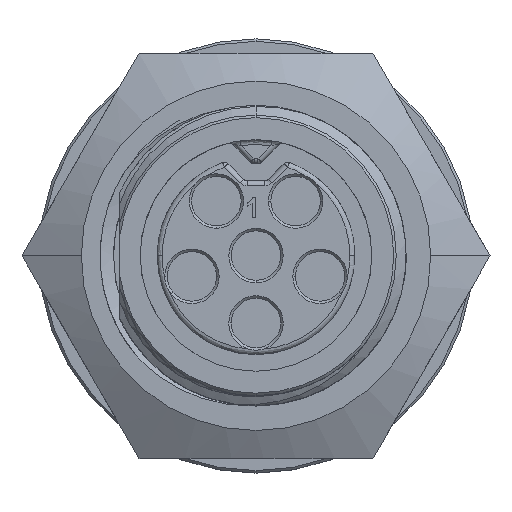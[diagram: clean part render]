
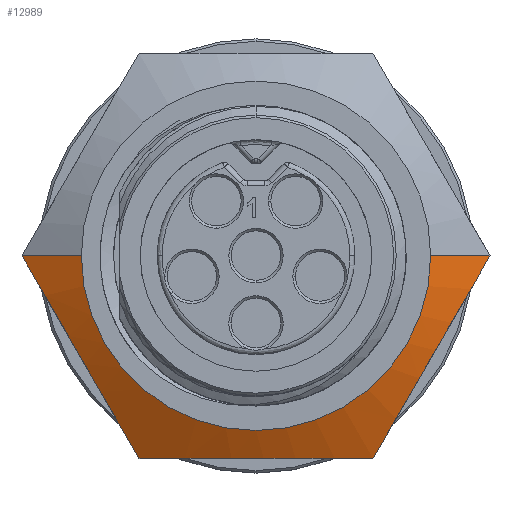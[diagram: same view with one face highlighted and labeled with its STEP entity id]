
A CAD part, top view. The second image highlights one B-rep face of the part: STEP entity #12989.
In plain terms, the highlighted conical face has half-angle 61.689 degrees and reference radius 11.926 mm.
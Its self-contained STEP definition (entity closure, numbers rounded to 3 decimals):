
#380 = CARTESIAN_POINT ( 'NONE',  ( 11.908, 0., 6.452 ) ) ;
#677 = B_SPLINE_CURVE_WITH_KNOTS ( 'NONE', 3,
 ( #21195, #7084, #11183, #25235, #13219, #951, #15231, #3028, #17234, #5116, #19253, #7179 ),
 .UNSPECIFIED., .F., .F.,
 ( 4, 2, 2, 2, 2, 4 ),
 ( 0., 0.003, 0.006, 0.008, 0.009, 0.012 ),
 .UNSPECIFIED. ) ;
#951 = CARTESIAN_POINT ( 'NONE',  ( 8.683, -5.586, 7.311 ) ) ;
#1150 = CARTESIAN_POINT ( 'NONE',  ( 4.979, -10.312, 6.714 ) ) ;
#1455 = CARTESIAN_POINT ( 'NONE',  ( -6.441, -9.468, 6.714 ) ) ;
#1770 = VERTEX_POINT ( 'NONE', #11858 ) ;
#2956 = DIRECTION ( 'NONE',  ( 0.88, 0., -0.474 ) ) ;
#3028 = CARTESIAN_POINT ( 'NONE',  ( 7.927, -6.894, 7.213 ) ) ;
#3130 = EDGE_CURVE ( 'NONE', #17738, #13142, #5005, .T. ) ;
#3224 = CARTESIAN_POINT ( 'NONE',  ( 3.998, -10.312, 6.93 ) ) ;
#3524 = CARTESIAN_POINT ( 'NONE',  ( -6.932, -8.619, 6.93 ) ) ;
#4268 = CARTESIAN_POINT ( 'NONE',  ( 0., 0., 6.442 ) ) ;
#4879 = VECTOR ( 'NONE', #2956, 1000. ) ;
#5005 = LINE ( 'NONE', #11116, #4879 ) ;
#5116 = CARTESIAN_POINT ( 'NONE',  ( 6.933, -8.616, 6.931 ) ) ;
#5311 = CARTESIAN_POINT ( 'NONE',  ( 1.019, -10.312, 7.311 ) ) ;
#5605 = CARTESIAN_POINT ( 'NONE',  ( -8.421, -6.039, 7.311 ) ) ;
#6045 = CONICAL_SURFACE ( 'NONE', #23989, 11.926, 1.077 ) ;
#6295 = FACE_OUTER_BOUND ( 'NONE', #21470, .T. ) ;
#6341 = AXIS2_PLACEMENT_3D ( 'NONE', #10877, #24923, #12907 ) ;
#7084 = CARTESIAN_POINT ( 'NONE',  ( 11.42, -0.844, 6.714 ) ) ;
#7179 = CARTESIAN_POINT ( 'NONE',  ( 5.954, -10.312, 6.452 ) ) ;
#7382 = CARTESIAN_POINT ( 'NONE',  ( -1.003, -10.312, 7.291 ) ) ;
#7666 = CARTESIAN_POINT ( 'NONE',  ( -9.432, -4.288, 7.291 ) ) ;
#8403 = EDGE_CURVE ( 'NONE', #25415, #23652, #19886, .T. ) ;
#9305 = VECTOR ( 'NONE', #21625, 1000. ) ;
#9442 = CARTESIAN_POINT ( 'NONE',  ( -2.506, -10.312, 7.155 ) ) ;
#9509 = LINE ( 'NONE', #25677, #9305 ) ;
#9727 = CARTESIAN_POINT ( 'NONE',  ( -10.184, -2.986, 7.155 ) ) ;
#9931 = CIRCLE ( 'NONE', #6341, 8.89 ) ;
#10461 = DIRECTION ( 'NONE',  ( 0., 0., -1. ) ) ;
#10877 = CARTESIAN_POINT ( 'NONE',  ( 0., 0., 8.077 ) ) ;
#11116 = CARTESIAN_POINT ( 'NONE',  ( 11.926, 0., 6.442 ) ) ;
#11183 = CARTESIAN_POINT ( 'NONE',  ( 10.93, -1.694, 6.93 ) ) ;
#11469 = CARTESIAN_POINT ( 'NONE',  ( -4.978, -10.312, 6.714 ) ) ;
#11502 = ORIENTED_EDGE ( 'NONE', *, *, #3130, .F. ) ;
#11739 = EDGE_CURVE ( 'NONE', #19104, #23652, #9509, .T. ) ;
#11752 = CARTESIAN_POINT ( 'NONE',  ( -11.42, -0.845, 6.714 ) ) ;
#11858 = CARTESIAN_POINT ( 'NONE',  ( 5.954, -10.312, 6.452 ) ) ;
#11941 = ORIENTED_EDGE ( 'NONE', *, *, #11739, .T. ) ;
#12907 = DIRECTION ( 'NONE',  ( -1., 0., 0. ) ) ;
#12989 = ADVANCED_FACE ( 'NONE', ( #6295 ), #6045, .T. ) ;
#13117 = ORIENTED_EDGE ( 'NONE', *, *, #25024, .T. ) ;
#13142 = VERTEX_POINT ( 'NONE', #380 ) ;
#13219 = CARTESIAN_POINT ( 'NONE',  ( 9.44, -4.274, 7.311 ) ) ;
#13521 = CARTESIAN_POINT ( 'NONE',  ( -5.954, -10.312, 6.452 ) ) ;
#14345 = CARTESIAN_POINT ( 'NONE',  ( 8.89, 0., 8.077 ) ) ;
#14411 = DIRECTION ( 'NONE',  ( -1., 0., 0. ) ) ;
#15231 = CARTESIAN_POINT ( 'NONE',  ( 8.429, -6.025, 7.291 ) ) ;
#15522 = CARTESIAN_POINT ( 'NONE',  ( -11.908, 0., 6.452 ) ) ;
#15705 = CARTESIAN_POINT ( 'NONE',  ( -5.954, -10.312, 6.452 ) ) ;
#16225 = ORIENTED_EDGE ( 'NONE', *, *, #8403, .F. ) ;
#16750 = EDGE_CURVE ( 'NONE', #13142, #1770, #677, .T. ) ;
#17234 = CARTESIAN_POINT ( 'NONE',  ( 7.678, -7.326, 7.155 ) ) ;
#17424 = CARTESIAN_POINT ( 'NONE',  ( 2.018, -10.312, 7.229 ) ) ;
#17607 = CARTESIAN_POINT ( 'NONE',  ( -8.89, 0., 8.077 ) ) ;
#17713 = CARTESIAN_POINT ( 'NONE',  ( -7.922, -6.904, 7.229 ) ) ;
#17738 = VERTEX_POINT ( 'NONE', #14345 ) ;
#18261 = ORIENTED_EDGE ( 'NONE', *, *, #24743, .F. ) ;
#19104 = VERTEX_POINT ( 'NONE', #17607 ) ;
#19253 = CARTESIAN_POINT ( 'NONE',  ( 6.442, -9.467, 6.714 ) ) ;
#19454 = CARTESIAN_POINT ( 'NONE',  ( -0.496, -10.312, 7.311 ) ) ;
#19594 = B_SPLINE_CURVE_WITH_KNOTS ( 'NONE', 3,
 ( #25428, #1150, #3224, #17424, #5311, #19454, #7382, #21463, #9442, #23479, #11469, #25511 ),
 .UNSPECIFIED., .F., .F.,
 ( 4, 2, 2, 2, 2, 4 ),
 ( 0., 0.003, 0.006, 0.008, 0.009, 0.012 ),
 .UNSPECIFIED. ) ;
#19748 = CARTESIAN_POINT ( 'NONE',  ( -9.179, -4.726, 7.311 ) ) ;
#19886 = B_SPLINE_CURVE_WITH_KNOTS ( 'NONE', 3,
 ( #15705, #1455, #3524, #17713, #5605, #19748, #7666, #21749, #9727, #23760, #11752, #25790 ),
 .UNSPECIFIED., .F., .F.,
 ( 4, 2, 2, 2, 2, 4 ),
 ( 0., 0.003, 0.006, 0.008, 0.009, 0.012 ),
 .UNSPECIFIED. ) ;
#20693 = ORIENTED_EDGE ( 'NONE', *, *, #16750, .F. ) ;
#21195 = CARTESIAN_POINT ( 'NONE',  ( 11.908, 0., 6.452 ) ) ;
#21463 = CARTESIAN_POINT ( 'NONE',  ( -2.007, -10.312, 7.213 ) ) ;
#21470 = EDGE_LOOP ( 'NONE', ( #11502, #13117, #11941, #16225, #18261, #20693 ) ) ;
#21625 = DIRECTION ( 'NONE',  ( -0.88, 0., -0.474 ) ) ;
#21749 = CARTESIAN_POINT ( 'NONE',  ( -9.934, -3.418, 7.213 ) ) ;
#23479 = CARTESIAN_POINT ( 'NONE',  ( -3.996, -10.312, 6.931 ) ) ;
#23652 = VERTEX_POINT ( 'NONE', #15522 ) ;
#23760 = CARTESIAN_POINT ( 'NONE',  ( -10.929, -1.696, 6.931 ) ) ;
#23989 = AXIS2_PLACEMENT_3D ( 'NONE', #4268, #10461, #14411 ) ;
#24743 = EDGE_CURVE ( 'NONE', #1770, #25415, #19594, .T. ) ;
#24923 = DIRECTION ( 'NONE',  ( 0., 0., -1. ) ) ;
#25024 = EDGE_CURVE ( 'NONE', #17738, #19104, #9931, .T. ) ;
#25235 = CARTESIAN_POINT ( 'NONE',  ( 9.94, -3.408, 7.229 ) ) ;
#25415 = VERTEX_POINT ( 'NONE', #13521 ) ;
#25428 = CARTESIAN_POINT ( 'NONE',  ( 5.954, -10.312, 6.452 ) ) ;
#25511 = CARTESIAN_POINT ( 'NONE',  ( -5.954, -10.312, 6.452 ) ) ;
#25677 = CARTESIAN_POINT ( 'NONE',  ( -11.926, 0., 6.442 ) ) ;
#25790 = CARTESIAN_POINT ( 'NONE',  ( -11.908, 0., 6.452 ) ) ;
